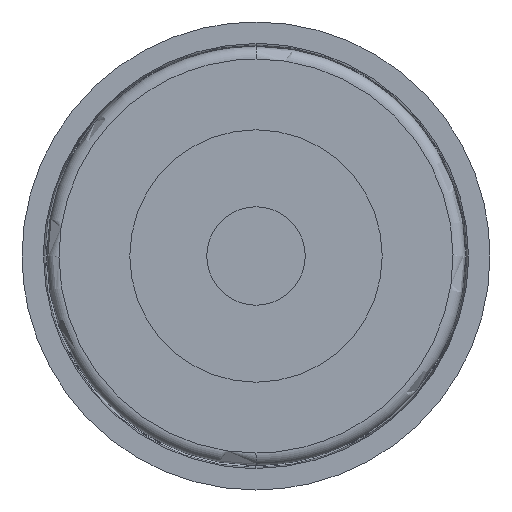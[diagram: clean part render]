
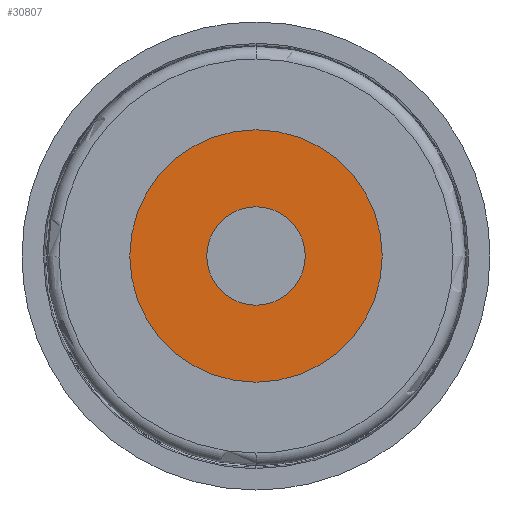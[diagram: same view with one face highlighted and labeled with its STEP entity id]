
A CAD part, front view. The second image highlights one B-rep face of the part: STEP entity #30807.
In plain terms, the highlighted planar face has unit normal (0, -1, 0).
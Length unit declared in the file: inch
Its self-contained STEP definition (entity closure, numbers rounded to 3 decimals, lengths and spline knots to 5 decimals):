
#24 = CARTESIAN_POINT ( 'NONE',  ( 0., -0.06299, 0. ) ) ;
#540 = CARTESIAN_POINT ( 'NONE',  ( 0., -0.06299, -0.31496 ) ) ;
#704 = DIRECTION ( 'NONE',  ( 0., 0., 1. ) ) ;
#759 = DIRECTION ( 'NONE',  ( 0., 1., 0. ) ) ;
#766 = CARTESIAN_POINT ( 'NONE',  ( 0.80709, -0.06299, 0. ) ) ;
#1498 = PLANE ( 'NONE',  #1538 ) ;
#1538 = AXIS2_PLACEMENT_3D ( 'NONE', #766, #759, #704 ) ;
#2161 = EDGE_LOOP ( 'NONE', ( #44477, #58053 ) ) ;
#2803 = CARTESIAN_POINT ( 'NONE',  ( 0., -0.06299, 0. ) ) ;
#4648 = DIRECTION ( 'NONE',  ( 0., 0., -1. ) ) ;
#5928 = AXIS2_PLACEMENT_3D ( 'NONE', #24, #32639, #4648 ) ;
#7411 = DIRECTION ( 'NONE',  ( 0., 0., -1. ) ) ;
#7455 = CARTESIAN_POINT ( 'NONE',  ( 0., -0.06299, -0.80709 ) ) ;
#8180 = EDGE_LOOP ( 'NONE', ( #18636, #9338 ) ) ;
#8396 = AXIS2_PLACEMENT_3D ( 'NONE', #2803, #35492, #7411 ) ;
#9338 = ORIENTED_EDGE ( 'NONE', *, *, #51044, .F. ) ;
#11411 = VERTEX_POINT ( 'NONE', #540 ) ;
#12275 = FACE_BOUND ( 'NONE', #8180, .T. ) ;
#14455 = CARTESIAN_POINT ( 'NONE',  ( 0., -0.06299, 0.80709 ) ) ;
#18636 = ORIENTED_EDGE ( 'NONE', *, *, #56672, .F. ) ;
#18825 = CARTESIAN_POINT ( 'NONE',  ( 0., -0.06299, 0. ) ) ;
#22327 = DIRECTION ( 'NONE',  ( 0., -1., 0. ) ) ;
#23470 = DIRECTION ( 'NONE',  ( 0., 0., -1. ) ) ;
#23697 = VERTEX_POINT ( 'NONE', #34885 ) ;
#30807 = ADVANCED_FACE ( 'NONE', ( #12275, #31824 ), #1498, .F. ) ;
#31824 = FACE_OUTER_BOUND ( 'NONE', #2161, .T. ) ;
#32639 = DIRECTION ( 'NONE',  ( 0., -1., 0. ) ) ;
#34885 = CARTESIAN_POINT ( 'NONE',  ( 0., -0.06299, 0.31496 ) ) ;
#34948 = VERTEX_POINT ( 'NONE', #14455 ) ;
#35357 = CIRCLE ( 'NONE', #50664, 0.80709 ) ;
#35492 = DIRECTION ( 'NONE',  ( 0., -1., 0. ) ) ;
#37588 = CIRCLE ( 'NONE', #51895, 0.31496 ) ;
#43102 = EDGE_CURVE ( 'NONE', #52668, #34948, #35357, .T. ) ;
#43839 = CIRCLE ( 'NONE', #8396, 0.80709 ) ;
#44477 = ORIENTED_EDGE ( 'NONE', *, *, #43102, .T. ) ;
#50459 = CARTESIAN_POINT ( 'NONE',  ( 0., -0.06299, 0. ) ) ;
#50664 = AXIS2_PLACEMENT_3D ( 'NONE', #50459, #22327, #55241 ) ;
#51044 = EDGE_CURVE ( 'NONE', #23697, #11411, #37588, .T. ) ;
#51623 = DIRECTION ( 'NONE',  ( 0., -1., 0. ) ) ;
#51895 = AXIS2_PLACEMENT_3D ( 'NONE', #18825, #51623, #23470 ) ;
#52668 = VERTEX_POINT ( 'NONE', #7455 ) ;
#54555 = CIRCLE ( 'NONE', #5928, 0.31496 ) ;
#55148 = EDGE_CURVE ( 'NONE', #34948, #52668, #43839, .T. ) ;
#55241 = DIRECTION ( 'NONE',  ( 0., 0., -1. ) ) ;
#56672 = EDGE_CURVE ( 'NONE', #11411, #23697, #54555, .T. ) ;
#58053 = ORIENTED_EDGE ( 'NONE', *, *, #55148, .T. ) ;
